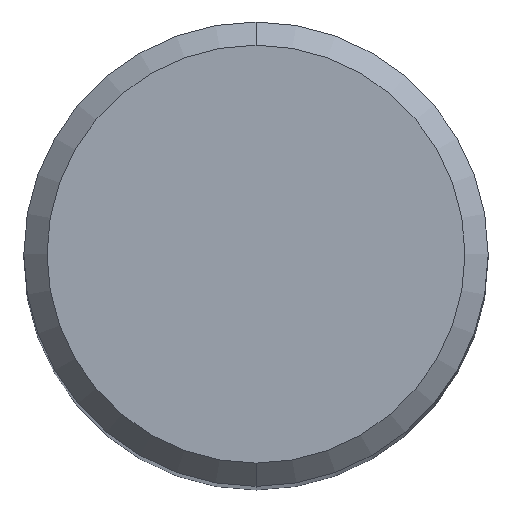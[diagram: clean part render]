
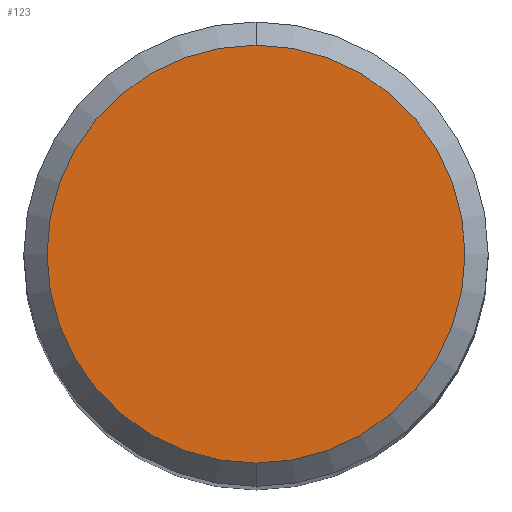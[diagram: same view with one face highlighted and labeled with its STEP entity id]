
A CAD part, top view. The second image highlights one B-rep face of the part: STEP entity #123.
In plain terms, the highlighted planar face has unit normal (0, 0, 1).
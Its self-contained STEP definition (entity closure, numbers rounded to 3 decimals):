
#101=VERTEX_POINT('',#252);
#123=ADVANCED_FACE('',(#278),#279,.T.);
#151=VERTEX_POINT('',#310);
#197=EDGE_CURVE('',#101,#151,#359,.T.);
#201=EDGE_CURVE('',#151,#101,#363,.T.);
#252=CARTESIAN_POINT('',(0.,-4.5,0.0));
#278=FACE_OUTER_BOUND('',#443,.T.);
#279=PLANE('',#444);
#310=CARTESIAN_POINT('',(0.0,4.5,0.0));
#359=CIRCLE('',#553,4.5);
#363=CIRCLE('',#559,4.5);
#443=EDGE_LOOP('',(#636,#637));
#444=AXIS2_PLACEMENT_3D('',#638,#639,#640);
#553=AXIS2_PLACEMENT_3D('',#725,#726,#727);
#559=AXIS2_PLACEMENT_3D('',#731,#732,#733);
#636=ORIENTED_EDGE('',*,*,#201,.F.);
#637=ORIENTED_EDGE('',*,*,#197,.F.);
#638=CARTESIAN_POINT('',(0.0,2.25,0.0));
#639=DIRECTION('',(-0.0,0.0,1.0));
#640=DIRECTION('',(0.0,-1.0,0.0));
#725=CARTESIAN_POINT('',(0.0,0.0,0.0));
#726=DIRECTION('',(0.0,0.0,-1.0));
#727=DIRECTION('',(0.0,1.0,0.0));
#731=CARTESIAN_POINT('',(0.0,0.0,0.0));
#732=DIRECTION('',(0.0,0.0,-1.0));
#733=DIRECTION('',(0.0,1.0,0.0));
